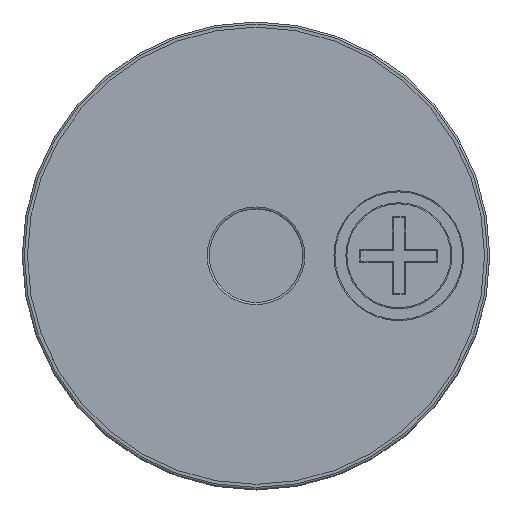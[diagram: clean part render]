
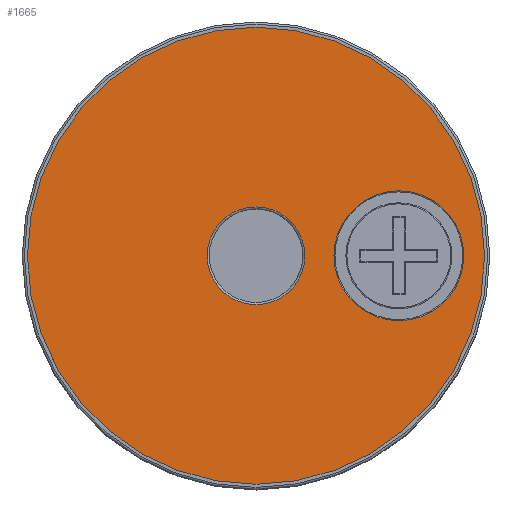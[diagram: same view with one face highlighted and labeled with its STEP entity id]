
A CAD part, top view. The second image highlights one B-rep face of the part: STEP entity #1665.
In plain terms, the highlighted planar face has unit normal (0, 0, 1).
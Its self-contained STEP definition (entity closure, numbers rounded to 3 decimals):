
#24=FACE_BOUND('',#621,.T.);
#25=FACE_BOUND('',#622,.T.);
#512=FACE_OUTER_BOUND('',#620,.T.);
#620=EDGE_LOOP('',(#1377));
#621=EDGE_LOOP('',(#1378));
#622=EDGE_LOOP('',(#1379));
#695=CIRCLE('',#1817,1.791);
#698=CIRCLE('',#1822,8.382);
#699=CIRCLE('',#1823,2.381);
#806=VERTEX_POINT('',#3045);
#808=VERTEX_POINT('',#3053);
#809=VERTEX_POINT('',#3055);
#1003=EDGE_CURVE('',#806,#806,#695,.T.);
#1007=EDGE_CURVE('',#808,#808,#698,.T.);
#1008=EDGE_CURVE('',#809,#809,#699,.T.);
#1377=ORIENTED_EDGE('',*,*,#1007,.T.);
#1378=ORIENTED_EDGE('',*,*,#1008,.T.);
#1379=ORIENTED_EDGE('',*,*,#1003,.F.);
#1583=PLANE('',#1821);
#1665=ADVANCED_FACE('',(#512,#24,#25),#1583,.T.);
#1817=AXIS2_PLACEMENT_3D('',#3046,#2185,#2186);
#1821=AXIS2_PLACEMENT_3D('',#3052,#2194,#2195);
#1822=AXIS2_PLACEMENT_3D('',#3054,#2196,#2197);
#1823=AXIS2_PLACEMENT_3D('',#3056,#2198,#2199);
#2185=DIRECTION('center_axis',(0.,0.,1.));
#2186=DIRECTION('ref_axis',(-1.,0.,0.));
#2194=DIRECTION('center_axis',(0.,0.,1.));
#2195=DIRECTION('ref_axis',(1.,0.,0.));
#2196=DIRECTION('center_axis',(0.,0.,1.));
#2197=DIRECTION('ref_axis',(-1.,0.,0.));
#2198=DIRECTION('center_axis',(0.,0.,-1.));
#2199=DIRECTION('ref_axis',(-1.,0.,0.));
#3045=CARTESIAN_POINT('',(-2.191,0.,5.5));
#3046=CARTESIAN_POINT('Origin',(-3.982,0.,5.5));
#3052=CARTESIAN_POINT('Origin',(-3.982,0.,5.5));
#3053=CARTESIAN_POINT('',(4.4,0.,5.5));
#3054=CARTESIAN_POINT('Origin',(-3.982,0.,5.5));
#3055=CARTESIAN_POINT('',(3.638,0.,5.5));
#3056=CARTESIAN_POINT('Origin',(1.257,0.,5.5));
